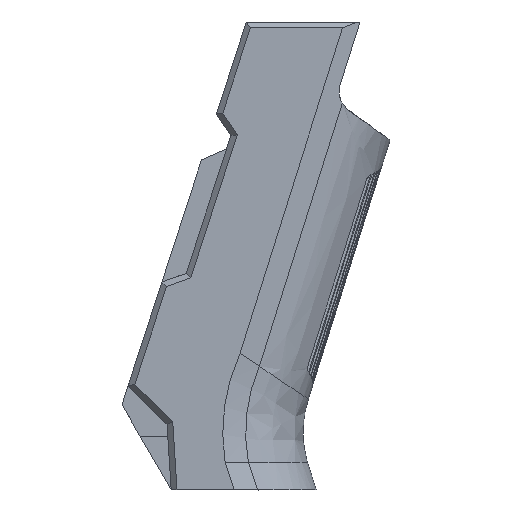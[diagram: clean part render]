
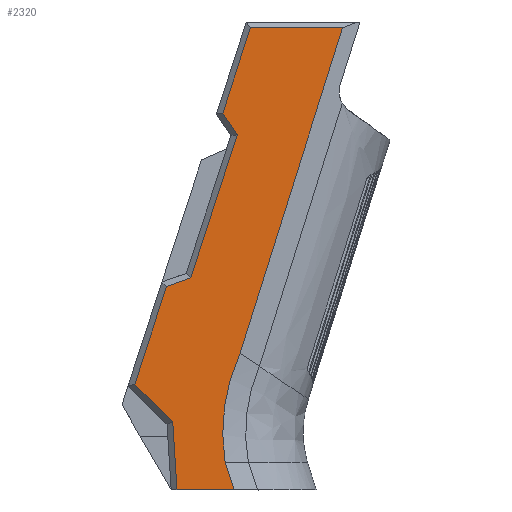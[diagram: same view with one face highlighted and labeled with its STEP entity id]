
A CAD part, left-side view. The second image highlights one B-rep face of the part: STEP entity #2320.
In plain terms, the highlighted planar face has unit normal (-1, 0, 0).
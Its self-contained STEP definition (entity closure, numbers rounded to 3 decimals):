
#61=CIRCLE('',#2470,32.483);
#582=ORIENTED_EDGE('',*,*,#1070,.T.);
#583=ORIENTED_EDGE('',*,*,#1073,.T.);
#584=ORIENTED_EDGE('',*,*,#1074,.T.);
#585=ORIENTED_EDGE('',*,*,#1037,.T.);
#586=ORIENTED_EDGE('',*,*,#1035,.T.);
#587=ORIENTED_EDGE('',*,*,#1033,.T.);
#588=ORIENTED_EDGE('',*,*,#1031,.T.);
#589=ORIENTED_EDGE('',*,*,#1029,.T.);
#590=ORIENTED_EDGE('',*,*,#1027,.T.);
#591=ORIENTED_EDGE('',*,*,#1024,.T.);
#592=ORIENTED_EDGE('',*,*,#1021,.F.);
#593=ORIENTED_EDGE('',*,*,#1017,.T.);
#1017=EDGE_CURVE('',#1303,#1306,#1545,.T.);
#1021=EDGE_CURVE('',#1303,#1307,#1547,.T.);
#1024=EDGE_CURVE('',#1308,#1307,#1549,.T.);
#1027=EDGE_CURVE('',#1309,#1308,#1552,.T.);
#1029=EDGE_CURVE('',#1310,#1309,#1554,.T.);
#1031=EDGE_CURVE('',#1311,#1310,#1556,.T.);
#1033=EDGE_CURVE('',#1312,#1311,#1558,.T.);
#1035=EDGE_CURVE('',#1313,#1312,#1560,.T.);
#1037=EDGE_CURVE('',#1314,#1313,#1562,.T.);
#1070=EDGE_CURVE('',#1306,#1334,#61,.T.);
#1073=EDGE_CURVE('',#1334,#1336,#1581,.T.);
#1074=EDGE_CURVE('',#1336,#1314,#1582,.T.);
#1303=VERTEX_POINT('',#3815);
#1306=VERTEX_POINT('',#3820);
#1307=VERTEX_POINT('',#3844);
#1308=VERTEX_POINT('',#3852);
#1309=VERTEX_POINT('',#3856);
#1310=VERTEX_POINT('',#3860);
#1311=VERTEX_POINT('',#3864);
#1312=VERTEX_POINT('',#3868);
#1313=VERTEX_POINT('',#3872);
#1314=VERTEX_POINT('',#3876);
#1334=VERTEX_POINT('',#4277);
#1336=VERTEX_POINT('',#4283);
#1545=LINE('',#3821,#1765);
#1547=LINE('',#3843,#1767);
#1549=LINE('',#3851,#1769);
#1552=LINE('',#3857,#1772);
#1554=LINE('',#3861,#1774);
#1556=LINE('',#3865,#1776);
#1558=LINE('',#3869,#1778);
#1560=LINE('',#3873,#1780);
#1562=LINE('',#3877,#1782);
#1581=LINE('',#4282,#1801);
#1582=LINE('',#4284,#1802);
#1765=VECTOR('',#2804,1000.);
#1767=VECTOR('',#2808,1000.);
#1769=VECTOR('',#2812,1000.);
#1772=VECTOR('',#2817,1000.);
#1774=VECTOR('',#2821,1000.);
#1776=VECTOR('',#2825,1000.);
#1778=VECTOR('',#2829,1000.);
#1780=VECTOR('',#2833,1000.);
#1782=VECTOR('',#2837,1000.);
#1801=VECTOR('',#2886,1000.);
#1802=VECTOR('',#2887,1000.);
#1936=EDGE_LOOP('',(#582,#583,#584,#585,#586,#587,#588,#589,#590,#591,#592,
#593));
#2089=FACE_BOUND('',#1936,.T.);
#2213=PLANE('',#2472);
#2320=ADVANCED_FACE('',(#2089),#2213,.F.);
#2470=AXIS2_PLACEMENT_3D('',#4276,#2879,#2880);
#2472=AXIS2_PLACEMENT_3D('',#4281,#2884,#2885);
#2804=DIRECTION('',(0.,0.309,0.951));
#2808=DIRECTION('',(0.,1.,0.));
#2812=DIRECTION('',(0.,-0.063,-0.998));
#2817=DIRECTION('',(0.,-0.713,-0.702));
#2821=DIRECTION('',(0.,0.309,-0.951));
#2825=DIRECTION('',(0.,0.94,-0.342));
#2829=DIRECTION('',(0.,0.309,-0.951));
#2833=DIRECTION('',(0.,-0.559,-0.829));
#2837=DIRECTION('',(0.,0.309,-0.951));
#2879=DIRECTION('',(1.,0.,0.));
#2880=DIRECTION('',(0.,0.987,-0.159));
#2884=DIRECTION('',(1.,0.,0.));
#2885=DIRECTION('',(0.,0.,-1.));
#2886=DIRECTION('',(0.,-0.301,0.954));
#2887=DIRECTION('',(0.,1.,0.));
#3815=CARTESIAN_POINT('',(-16.7,160.123,0.153));
#3820=CARTESIAN_POINT('',(-16.7,161.654,4.863));
#3821=CARTESIAN_POINT('',(-16.7,144.762,-47.078));
#3843=CARTESIAN_POINT('',(-16.7,145.641,0.153));
#3844=CARTESIAN_POINT('',(-16.7,169.901,0.153));
#3851=CARTESIAN_POINT('',(-16.7,169.905,0.216));
#3852=CARTESIAN_POINT('',(-16.7,170.639,11.846));
#3856=CARTESIAN_POINT('',(-16.7,177.141,18.249));
#3857=CARTESIAN_POINT('',(-16.7,170.911,12.114));
#3860=CARTESIAN_POINT('',(-16.7,171.709,34.998));
#3861=CARTESIAN_POINT('',(-16.7,177.329,17.672));
#3864=CARTESIAN_POINT('',(-16.7,167.526,36.52));
#3865=CARTESIAN_POINT('',(-16.7,172.192,34.822));
#3868=CARTESIAN_POINT('',(-16.7,159.561,61.033));
#3869=CARTESIAN_POINT('',(-16.7,167.421,36.844));
#3872=CARTESIAN_POINT('',(-16.7,162.062,64.74));
#3873=CARTESIAN_POINT('',(-16.7,159.968,61.636));
#3876=CARTESIAN_POINT('',(-16.7,157.322,79.354));
#3877=CARTESIAN_POINT('',(-16.7,162.207,64.292));
#4276=CARTESIAN_POINT('',(-16.7,129.584,10.023));
#4277=CARTESIAN_POINT('',(-16.7,159.106,23.572));
#4281=CARTESIAN_POINT('',(-16.7,0.,0.));
#4282=CARTESIAN_POINT('',(-16.7,159.106,23.572));
#4283=CARTESIAN_POINT('',(-16.7,141.524,79.354));
#4284=CARTESIAN_POINT('',(-16.7,158.07,79.354));
